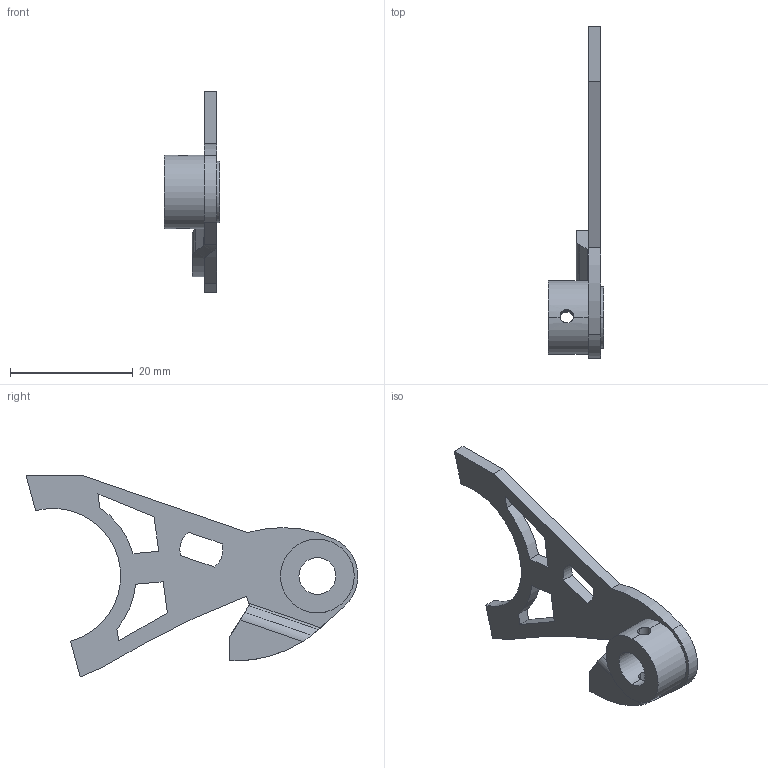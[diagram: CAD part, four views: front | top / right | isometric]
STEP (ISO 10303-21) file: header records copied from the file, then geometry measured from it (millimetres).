
FILE_DESCRIPTION (( 'STEP AP214' ), '1' );
FILE_NAME ('Operation Cylinder - Stopping Lever.STEP', '2025-07-06T08:34:29', ( '' ), ( '' ), 'SwSTEP 2.0', 'SolidWorks 2025', '' );
FILE_SCHEMA (( 'AUTOMOTIVE_DESIGN' ));
Length unit declared in the file: millimetre
Products named in the file (1): Operation Cylinder - Stopping Lever
Bounding box: 9 x 54 x 32.84 mm (x, y, z)
Volume: 1982.1 mm3; surface area: 2398 mm2
Topology: 1 solids, 1 shells, 51 faces, 151 edges, 100 vertices
Faces by surface type: plane 26, cylinder 25
Entity records: 1898 total; most frequent: CARTESIAN_POINT 503, ORIENTED_EDGE 302, DIRECTION 261, EDGE_CURVE 151, VERTEX_POINT 100, VECTOR 89, LINE 89, AXIS2_PLACEMENT_3D 86
